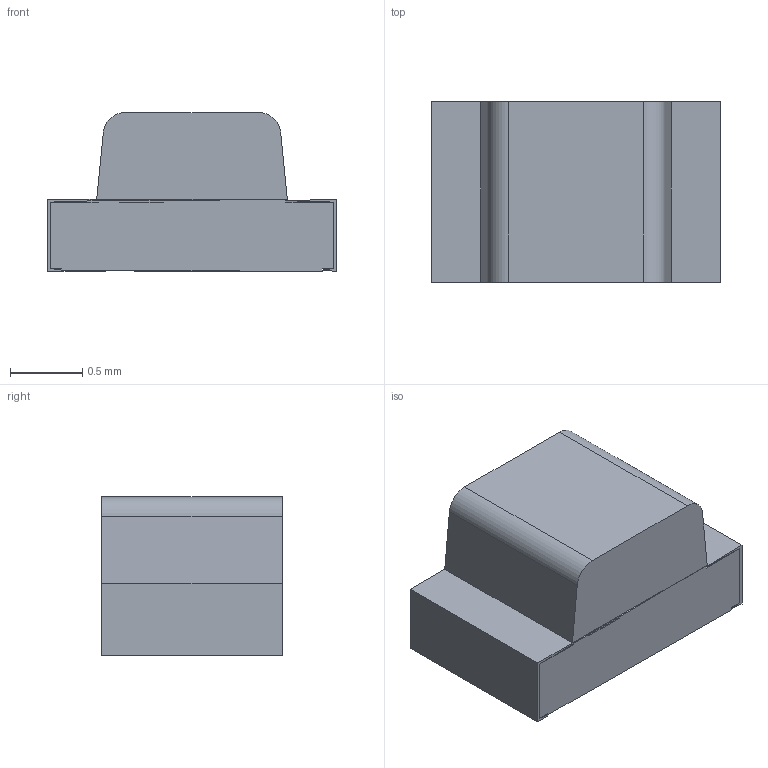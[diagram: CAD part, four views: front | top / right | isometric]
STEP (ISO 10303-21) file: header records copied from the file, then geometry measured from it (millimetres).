
FILE_DESCRIPTION (( 'STEP AP214' ), '1' );
FILE_NAME ('APS2012.STEP', '2024-08-09T22:42:49', ( '' ), ( '' ), 'SwSTEP 2.0', 'SolidWorks 2014', '' );
FILE_SCHEMA (( 'AUTOMOTIVE_DESIGN' ));
Length unit declared in the file: millimetre
Products named in the file (1): APS2012
Bounding box: 2 x 1.25 x 1.1 mm (x, y, z)
Surface area: 22.5 mm2 (no closed solid volume)
Topology: 0 solids, 17 shells, 89 faces, 339 edges, 255 vertices
Faces by surface type: plane 87, cylinder 2
Entity records: 3871 total; most frequent: CARTESIAN_POINT 718, DIRECTION 489, ORIENTED_EDGE 462, EDGE_CURVE 339, LINE 301, VECTOR 301, VERTEX_POINT 255, AXIS2_PLACEMENT_3D 94
